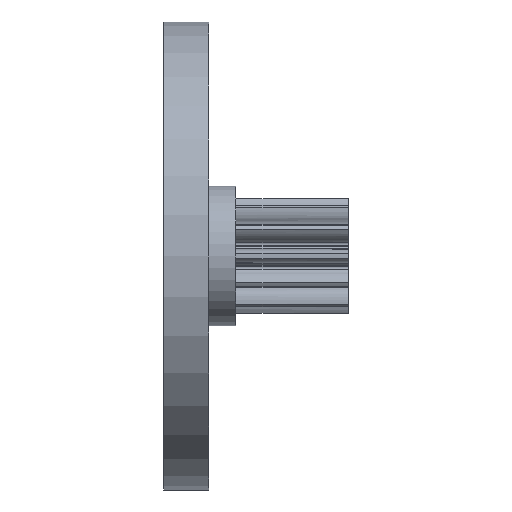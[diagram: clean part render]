
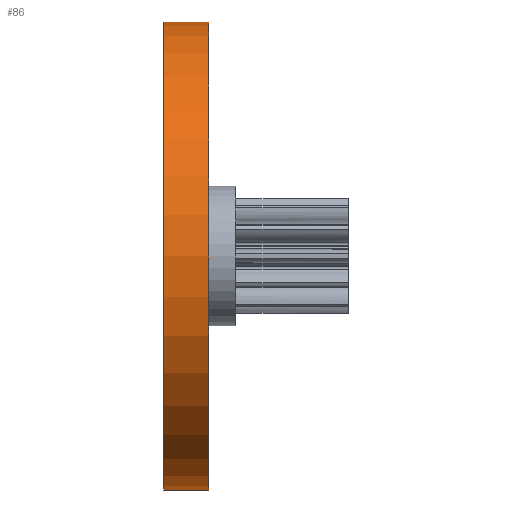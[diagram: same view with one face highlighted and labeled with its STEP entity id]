
A CAD part, front view. The second image highlights one B-rep face of the part: STEP entity #86.
In plain terms, the highlighted cylindrical face has radius 28.5 mm (diameter 57 mm), a partial arc.
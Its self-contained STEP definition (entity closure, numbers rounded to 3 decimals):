
#86 = ADVANCED_FACE ( 'NONE', ( #3208 ), #633, .T. ) ;
#448 = CIRCLE ( 'NONE', #4308, 28.5 ) ;
#633 = CYLINDRICAL_SURFACE ( 'NONE', #1534, 28.5 ) ;
#657 = VECTOR ( 'NONE', #2480, 1000. ) ;
#659 = CARTESIAN_POINT ( 'NONE',  ( -89.61, 0., 0. ) ) ;
#831 = CARTESIAN_POINT ( 'NONE',  ( -89.61, 0., -28.5 ) ) ;
#920 = CARTESIAN_POINT ( 'NONE',  ( -9., 0., -28.5 ) ) ;
#995 = ORIENTED_EDGE ( 'NONE', *, *, #3904, .T. ) ;
#1163 = CIRCLE ( 'NONE', #4124, 28.5 ) ;
#1233 = LINE ( 'NONE', #3263, #657 ) ;
#1238 = VECTOR ( 'NONE', #2929, 1000. ) ;
#1419 = EDGE_CURVE ( 'NONE', #2529, #4042, #2076, .T. ) ;
#1534 = AXIS2_PLACEMENT_3D ( 'NONE', #659, #4515, #2739 ) ;
#2051 = EDGE_CURVE ( 'NONE', #5460, #4410, #1233, .T. ) ;
#2076 = LINE ( 'NONE', #831, #1238 ) ;
#2323 = CARTESIAN_POINT ( 'NONE',  ( -3.5, 0., -28.5 ) ) ;
#2460 = DIRECTION ( 'NONE',  ( 1., 0., 0. ) ) ;
#2480 = DIRECTION ( 'NONE',  ( 1., 0., 0. ) ) ;
#2510 = CARTESIAN_POINT ( 'NONE',  ( -3.5, 0., 0. ) ) ;
#2529 = VERTEX_POINT ( 'NONE', #920 ) ;
#2739 = DIRECTION ( 'NONE',  ( 0., 0., -1. ) ) ;
#2929 = DIRECTION ( 'NONE',  ( 1., 0., 0. ) ) ;
#3208 = FACE_OUTER_BOUND ( 'NONE', #4725, .T. ) ;
#3260 = ORIENTED_EDGE ( 'NONE', *, *, #4172, .F. ) ;
#3263 = CARTESIAN_POINT ( 'NONE',  ( -89.61, 0., 28.5 ) ) ;
#3611 = DIRECTION ( 'NONE',  ( 0., 0., 1. ) ) ;
#3661 = DIRECTION ( 'NONE',  ( 1., 0., 0. ) ) ;
#3702 = ORIENTED_EDGE ( 'NONE', *, *, #1419, .T. ) ;
#3888 = CARTESIAN_POINT ( 'NONE',  ( -3.5, 0., 28.5 ) ) ;
#3904 = EDGE_CURVE ( 'NONE', #5460, #2529, #1163, .T. ) ;
#4042 = VERTEX_POINT ( 'NONE', #2323 ) ;
#4069 = CARTESIAN_POINT ( 'NONE',  ( -9., 0., 28.5 ) ) ;
#4124 = AXIS2_PLACEMENT_3D ( 'NONE', #4517, #3661, #3611 ) ;
#4172 = EDGE_CURVE ( 'NONE', #4410, #4042, #448, .T. ) ;
#4308 = AXIS2_PLACEMENT_3D ( 'NONE', #2510, #2460, #5048 ) ;
#4410 = VERTEX_POINT ( 'NONE', #3888 ) ;
#4515 = DIRECTION ( 'NONE',  ( 1., 0., 0. ) ) ;
#4517 = CARTESIAN_POINT ( 'NONE',  ( -9., 0., 0. ) ) ;
#4725 = EDGE_LOOP ( 'NONE', ( #5173, #995, #3702, #3260 ) ) ;
#5048 = DIRECTION ( 'NONE',  ( 0., 0., -1. ) ) ;
#5173 = ORIENTED_EDGE ( 'NONE', *, *, #2051, .F. ) ;
#5460 = VERTEX_POINT ( 'NONE', #4069 ) ;
